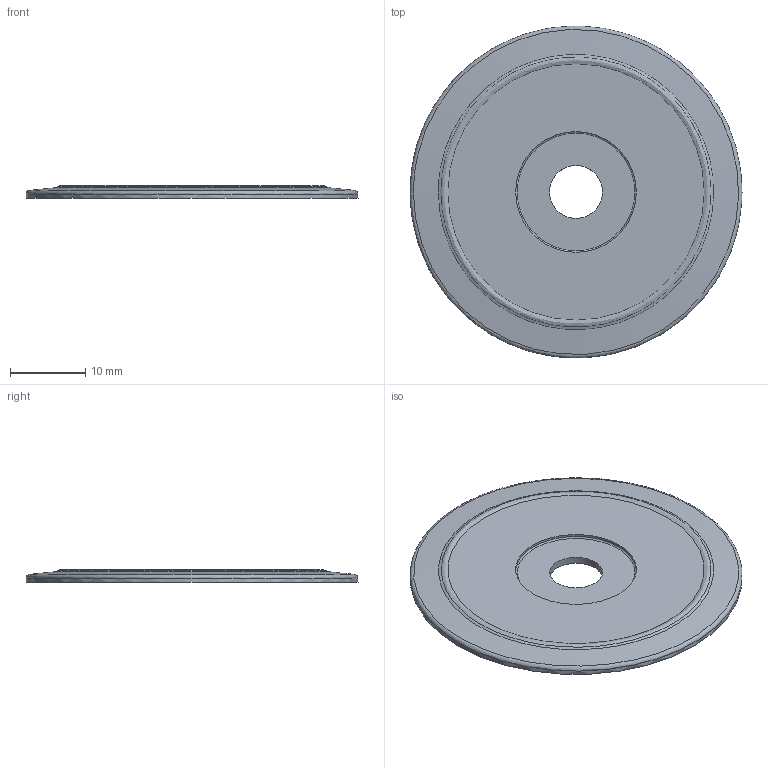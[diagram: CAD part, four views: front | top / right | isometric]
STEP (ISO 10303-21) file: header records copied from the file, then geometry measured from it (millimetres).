
FILE_DESCRIPTION(('FreeCAD Model'),'2;1');
FILE_NAME('colorpicker_v0_8_plate.step','2019-12-17T21:58:59',('Author'),(''), 'Open CASCADE STEP processor 7.3','FreeCAD','Unknown');
FILE_SCHEMA(('AUTOMOTIVE_DESIGN { 1 0 10303 214 1 1 1 1 }'));
Length unit declared in the file: millimetre
Products named in the file (1): Groundplate
Bounding box: 44 x 44 x 1.66 mm (x, y, z)
Volume: 1992.9 mm3; surface area: 3135 mm2
Topology: 1 solids, 1 shells, 11 faces, 19 edges, 11 vertices
Faces by surface type: cylinder 3, plane 3, bspline 2, torus 1, revolution 1, cone 1
Full cylindrical faces by diameter (mm): 7 x1, 16 x1, 44 x1
Entity records: 770 total; most frequent: CARTESIAN_POINT 347, DIRECTION 77, ORIENTED_EDGE 38, PCURVE 38, DEFINITIONAL_REPRESENTATION 38, LINE 32, VECTOR 32, AXIS2_PLACEMENT_3D 19
